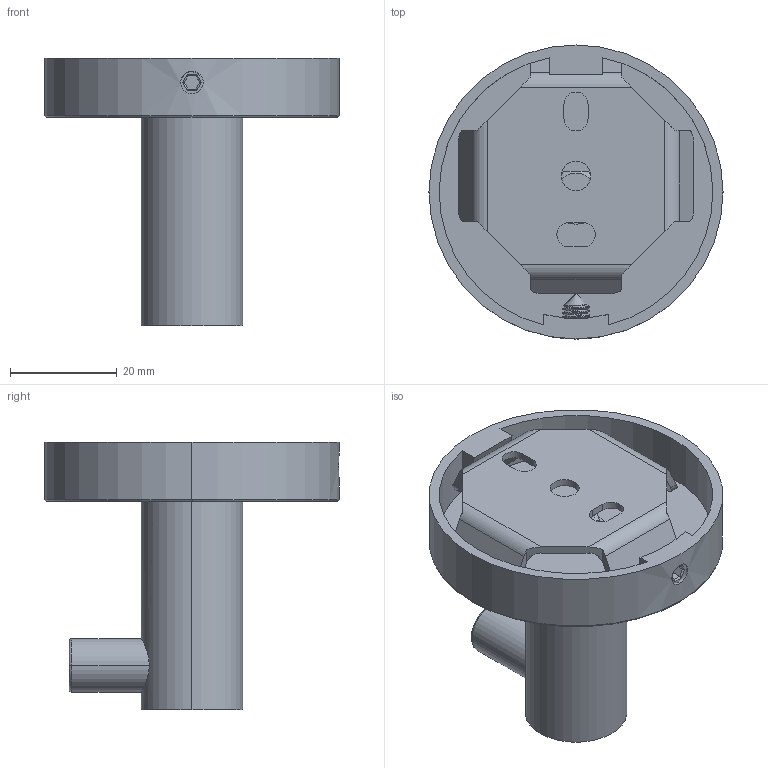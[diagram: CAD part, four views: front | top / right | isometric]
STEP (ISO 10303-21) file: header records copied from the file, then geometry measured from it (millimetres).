
FILE_DESCRIPTION((''),'2;1');
FILE_NAME('90309_ASM','2024-03-11T',('Administrator'),(''),'PRO/ENGINEER BY PARAMETRIC TECHNOLOGY CORPORATION, 2010280','PRO/ENGINEER BY PARAMETRIC TECHNOLOGY CORPORATION, 2010280','');
FILE_SCHEMA(('CONFIG_CONTROL_DESIGN'));
Length unit declared in the file: millimetre
Products named in the file (9): MGC1093ZBN; MJC0595ZBN; BLC0032WXX; MDC0034; BLC0017WXX; BLC0104WXX; MZC0075WXX; BLC0008WXX; 90309_ASM
Assembly tree (8 placements, depth 2):
  90309_ASM
    MGC1093ZBN
    MJC0595ZBN
    BLC0032WXX
    MDC0034
    BLC0017WXX
    BLC0104WXX
    MZC0075WXX
    BLC0008WXX
Bounding box: 55 x 55 x 50 mm (x, y, z)
Volume: 22158.8 mm3; surface area: 17189.1 mm2
Topology: 8 solids, 10 shells, 280 faces, 728 edges, 464 vertices
Faces by surface type: cylinder 141, plane 73, bspline 30, cone 24, torus 6, sphere 6
Entity records: 17848 total; most frequent: CARTESIAN_POINT 11325, ORIENTED_EDGE 1428, DIRECTION 1119, EDGE_CURVE 718, VERTEX_POINT 464, AXIS2_PLACEMENT_3D 398, VECTOR 323, LINE 323
